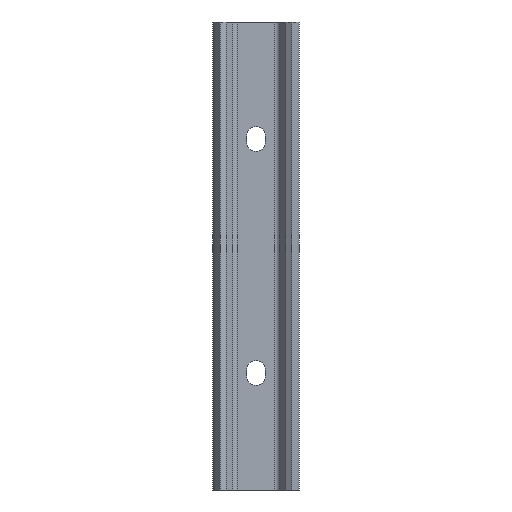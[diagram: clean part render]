
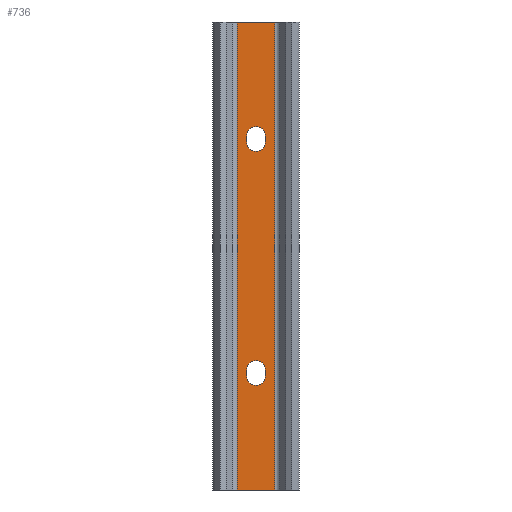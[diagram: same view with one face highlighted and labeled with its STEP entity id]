
A CAD part, front view. The second image highlights one B-rep face of the part: STEP entity #736.
In plain terms, the highlighted planar face has unit normal (0, -1, 0).
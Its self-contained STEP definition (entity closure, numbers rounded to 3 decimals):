
#2 = CARTESIAN_POINT ( 'NONE',  ( -6.39, 7.5, -80. ) ) ;
#13 = VERTEX_POINT ( 'NONE', #752 ) ;
#42 = VERTEX_POINT ( 'NONE', #604 ) ;
#57 = VERTEX_POINT ( 'NONE', #425 ) ;
#61 = ORIENTED_EDGE ( 'NONE', *, *, #354, .T. ) ;
#65 = CARTESIAN_POINT ( 'NONE',  ( 0., 7.5, -35.8 ) ) ;
#68 = VERTEX_POINT ( 'NONE', #1061 ) ;
#69 = EDGE_CURVE ( 'NONE', #42, #13, #310, .T. ) ;
#72 = FACE_BOUND ( 'NONE', #763, .T. ) ;
#87 = EDGE_CURVE ( 'NONE', #13, #447, #883, .T. ) ;
#89 = CARTESIAN_POINT ( 'NONE',  ( -3.2, 7.5, 80. ) ) ;
#101 = AXIS2_PLACEMENT_3D ( 'NONE', #961, #342, #155 ) ;
#124 = EDGE_CURVE ( 'NONE', #822, #68, #973, .T. ) ;
#125 = CARTESIAN_POINT ( 'NONE',  ( -3.2, 7.5, 41. ) ) ;
#127 = ORIENTED_EDGE ( 'NONE', *, *, #1101, .T. ) ;
#134 = EDGE_LOOP ( 'NONE', ( #307, #364, #1166, #698, #1000 ) ) ;
#138 = ORIENTED_EDGE ( 'NONE', *, *, #216, .T. ) ;
#140 = CARTESIAN_POINT ( 'NONE',  ( 3.2, 7.5, 80. ) ) ;
#145 = EDGE_CURVE ( 'NONE', #447, #848, #757, .T. ) ;
#154 = VERTEX_POINT ( 'NONE', #1159 ) ;
#155 = DIRECTION ( 'NONE',  ( -1., 0., 0. ) ) ;
#158 = CARTESIAN_POINT ( 'NONE',  ( 6.39, 7.5, 80. ) ) ;
#190 = AXIS2_PLACEMENT_3D ( 'NONE', #942, #850, #1113 ) ;
#196 = VECTOR ( 'NONE', #446, 1000. ) ;
#209 = LINE ( 'NONE', #456, #674 ) ;
#216 = EDGE_CURVE ( 'NONE', #68, #57, #1058, .T. ) ;
#221 = AXIS2_PLACEMENT_3D ( 'NONE', #303, #730, #843 ) ;
#222 = VECTOR ( 'NONE', #823, 1000. ) ;
#244 = CIRCLE ( 'NONE', #861, 3.2 ) ;
#247 = DIRECTION ( 'NONE',  ( -1., 0., 0. ) ) ;
#254 = DIRECTION ( 'NONE',  ( 0., 0., -1. ) ) ;
#261 = DIRECTION ( 'NONE',  ( -1., 0., 0. ) ) ;
#264 = CARTESIAN_POINT ( 'NONE',  ( 0., 7.5, 39. ) ) ;
#267 = DIRECTION ( 'NONE',  ( 1., 0., 0. ) ) ;
#280 = ORIENTED_EDGE ( 'NONE', *, *, #991, .F. ) ;
#303 = CARTESIAN_POINT ( 'NONE',  ( 0., 7.5, 41. ) ) ;
#307 = ORIENTED_EDGE ( 'NONE', *, *, #87, .T. ) ;
#310 = CIRCLE ( 'NONE', #762, 3.2 ) ;
#334 = DIRECTION ( 'NONE',  ( 0., 1., 0. ) ) ;
#342 = DIRECTION ( 'NONE',  ( 0., 1., 0. ) ) ;
#354 = EDGE_CURVE ( 'NONE', #726, #822, #584, .T. ) ;
#360 = VERTEX_POINT ( 'NONE', #664 ) ;
#364 = ORIENTED_EDGE ( 'NONE', *, *, #145, .T. ) ;
#382 = EDGE_CURVE ( 'NONE', #360, #42, #1107, .T. ) ;
#421 = FACE_OUTER_BOUND ( 'NONE', #960, .T. ) ;
#425 = CARTESIAN_POINT ( 'NONE',  ( -3.2, 7.5, -41. ) ) ;
#446 = DIRECTION ( 'NONE',  ( 0., 0., 1. ) ) ;
#447 = VERTEX_POINT ( 'NONE', #125 ) ;
#455 = DIRECTION ( 'NONE',  ( 1., 0., 0. ) ) ;
#456 = CARTESIAN_POINT ( 'NONE',  ( 6.39, 7.5, 80. ) ) ;
#466 = CARTESIAN_POINT ( 'NONE',  ( -6.39, 7.5, 80. ) ) ;
#478 = CARTESIAN_POINT ( 'NONE',  ( 0., 7.5, -41. ) ) ;
#495 = DIRECTION ( 'NONE',  ( 0., 0., -1. ) ) ;
#516 = CARTESIAN_POINT ( 'NONE',  ( 0., 7.5, 44.2 ) ) ;
#520 = EDGE_CURVE ( 'NONE', #1077, #154, #1149, .T. ) ;
#551 = AXIS2_PLACEMENT_3D ( 'NONE', #478, #812, #1099 ) ;
#584 = CIRCLE ( 'NONE', #190, 3.2 ) ;
#594 = EDGE_CURVE ( 'NONE', #1123, #726, #244, .T. ) ;
#603 = CARTESIAN_POINT ( 'NONE',  ( -6.39, 7.5, 80. ) ) ;
#604 = CARTESIAN_POINT ( 'NONE',  ( 3.2, 7.5, 39. ) ) ;
#621 = ORIENTED_EDGE ( 'NONE', *, *, #1087, .T. ) ;
#639 = LINE ( 'NONE', #1001, #222 ) ;
#642 = EDGE_CURVE ( 'NONE', #848, #360, #729, .T. ) ;
#645 = EDGE_CURVE ( 'NONE', #913, #1139, #209, .T. ) ;
#664 = CARTESIAN_POINT ( 'NONE',  ( 3.2, 7.5, 41. ) ) ;
#674 = VECTOR ( 'NONE', #495, 1000. ) ;
#678 = CARTESIAN_POINT ( 'NONE',  ( -6.39, 7.5, 80. ) ) ;
#681 = ORIENTED_EDGE ( 'NONE', *, *, #124, .T. ) ;
#698 = ORIENTED_EDGE ( 'NONE', *, *, #382, .T. ) ;
#716 = LINE ( 'NONE', #2, #1129 ) ;
#726 = VERTEX_POINT ( 'NONE', #65 ) ;
#729 = CIRCLE ( 'NONE', #221, 3.2 ) ;
#730 = DIRECTION ( 'NONE',  ( 0., 1., 0. ) ) ;
#735 = VECTOR ( 'NONE', #832, 1000. ) ;
#736 = ADVANCED_FACE ( 'NONE', ( #72, #1127, #421 ), #775, .F. ) ;
#737 = CARTESIAN_POINT ( 'NONE',  ( 6.39, 7.5, -80. ) ) ;
#749 = ORIENTED_EDGE ( 'NONE', *, *, #520, .T. ) ;
#752 = CARTESIAN_POINT ( 'NONE',  ( -3.2, 7.5, 39. ) ) ;
#757 = CIRCLE ( 'NONE', #101, 3.2 ) ;
#762 = AXIS2_PLACEMENT_3D ( 'NONE', #264, #968, #261 ) ;
#763 = EDGE_LOOP ( 'NONE', ( #621, #953, #61, #681, #138 ) ) ;
#775 = PLANE ( 'NONE',  #1148 ) ;
#812 = DIRECTION ( 'NONE',  ( 0., 1., 0. ) ) ;
#822 = VERTEX_POINT ( 'NONE', #941 ) ;
#823 = DIRECTION ( 'NONE',  ( 0., 0., 1. ) ) ;
#832 = DIRECTION ( 'NONE',  ( 0., 0., -1. ) ) ;
#836 = DIRECTION ( 'NONE',  ( -1., 0., 0. ) ) ;
#837 = CARTESIAN_POINT ( 'NONE',  ( -3.2, 7.5, -39. ) ) ;
#843 = DIRECTION ( 'NONE',  ( -1., 0., 0. ) ) ;
#848 = VERTEX_POINT ( 'NONE', #516 ) ;
#850 = DIRECTION ( 'NONE',  ( 0., 1., 0. ) ) ;
#861 = AXIS2_PLACEMENT_3D ( 'NONE', #1081, #981, #836 ) ;
#883 = LINE ( 'NONE', #89, #196 ) ;
#889 = CARTESIAN_POINT ( 'NONE',  ( -6.39, 7.5, 80. ) ) ;
#913 = VERTEX_POINT ( 'NONE', #158 ) ;
#941 = CARTESIAN_POINT ( 'NONE',  ( 3.2, 7.5, -39. ) ) ;
#942 = CARTESIAN_POINT ( 'NONE',  ( 0., 7.5, -39. ) ) ;
#953 = ORIENTED_EDGE ( 'NONE', *, *, #594, .T. ) ;
#960 = EDGE_LOOP ( 'NONE', ( #127, #1114, #280, #749 ) ) ;
#961 = CARTESIAN_POINT ( 'NONE',  ( 0., 7.5, 41. ) ) ;
#968 = DIRECTION ( 'NONE',  ( 0., 1., 0. ) ) ;
#973 = LINE ( 'NONE', #977, #1115 ) ;
#977 = CARTESIAN_POINT ( 'NONE',  ( 3.2, 7.5, 80. ) ) ;
#981 = DIRECTION ( 'NONE',  ( 0., 1., 0. ) ) ;
#982 = DIRECTION ( 'NONE',  ( 0., 0., -1. ) ) ;
#984 = VECTOR ( 'NONE', #455, 1000. ) ;
#989 = LINE ( 'NONE', #889, #984 ) ;
#991 = EDGE_CURVE ( 'NONE', #1077, #913, #989, .T. ) ;
#1000 = ORIENTED_EDGE ( 'NONE', *, *, #69, .T. ) ;
#1001 = CARTESIAN_POINT ( 'NONE',  ( -3.2, 7.5, 80. ) ) ;
#1050 = VECTOR ( 'NONE', #254, 1000. ) ;
#1058 = CIRCLE ( 'NONE', #551, 3.2 ) ;
#1061 = CARTESIAN_POINT ( 'NONE',  ( 3.2, 7.5, -41. ) ) ;
#1077 = VERTEX_POINT ( 'NONE', #466 ) ;
#1081 = CARTESIAN_POINT ( 'NONE',  ( 0., 7.5, -39. ) ) ;
#1087 = EDGE_CURVE ( 'NONE', #57, #1123, #639, .T. ) ;
#1099 = DIRECTION ( 'NONE',  ( -1., 0., 0. ) ) ;
#1101 = EDGE_CURVE ( 'NONE', #154, #1139, #716, .T. ) ;
#1107 = LINE ( 'NONE', #140, #735 ) ;
#1113 = DIRECTION ( 'NONE',  ( -1., 0., 0. ) ) ;
#1114 = ORIENTED_EDGE ( 'NONE', *, *, #645, .F. ) ;
#1115 = VECTOR ( 'NONE', #982, 1000. ) ;
#1123 = VERTEX_POINT ( 'NONE', #837 ) ;
#1127 = FACE_BOUND ( 'NONE', #134, .T. ) ;
#1129 = VECTOR ( 'NONE', #267, 1000. ) ;
#1139 = VERTEX_POINT ( 'NONE', #737 ) ;
#1148 = AXIS2_PLACEMENT_3D ( 'NONE', #678, #334, #247 ) ;
#1149 = LINE ( 'NONE', #603, #1050 ) ;
#1159 = CARTESIAN_POINT ( 'NONE',  ( -6.39, 7.5, -80. ) ) ;
#1166 = ORIENTED_EDGE ( 'NONE', *, *, #642, .T. ) ;
